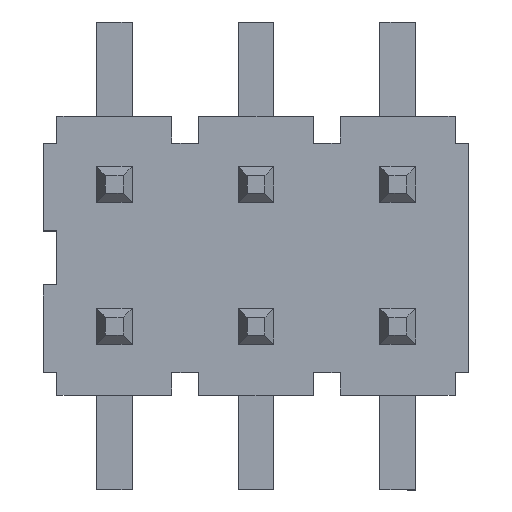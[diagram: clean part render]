
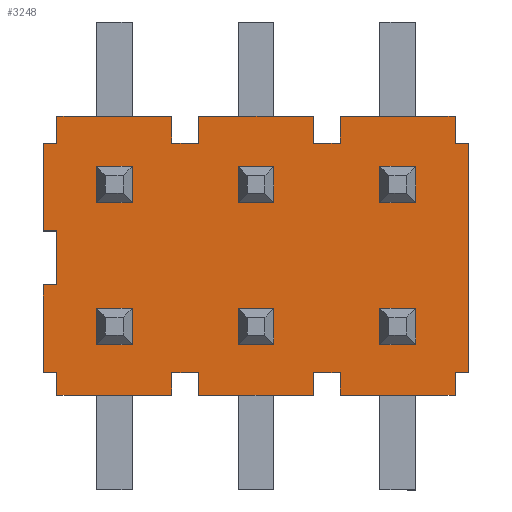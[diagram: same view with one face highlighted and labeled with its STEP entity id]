
A CAD part, top view. The second image highlights one B-rep face of the part: STEP entity #3248.
In plain terms, the highlighted planar face has unit normal (0, 0, 1).
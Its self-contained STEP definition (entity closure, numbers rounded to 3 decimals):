
#2232=CARTESIAN_POINT('',(3.,1.587,2.769));
#2233=VERTEX_POINT('',#2232);
#2240=CARTESIAN_POINT('',(3.,-1.65,2.769));
#2241=VERTEX_POINT('',#2240);
#2242=CARTESIAN_POINT('',(3.,1.587,2.769));
#2243=DIRECTION('',(0.0,-1.0,0.0));
#2244=VECTOR('',#2243,3.238);
#2245=LINE('',#2242,#2244);
#2246=EDGE_CURVE('',#2233,#2241,#2245,.T.);
#2270=CARTESIAN_POINT('',(2.809,1.587,2.769));
#2271=VERTEX_POINT('',#2270);
#2278=CARTESIAN_POINT('',(2.809,1.587,2.769));
#2279=DIRECTION('',(1.0,0.0,0.0));
#2280=VECTOR('',#2279,0.191);
#2281=LINE('',#2278,#2280);
#2282=EDGE_CURVE('',#2271,#2233,#2281,.T.);
#2301=CARTESIAN_POINT('',(2.809,1.969,2.769));
#2302=VERTEX_POINT('',#2301);
#2309=CARTESIAN_POINT('',(2.809,1.969,2.769));
#2310=DIRECTION('',(0.0,-1.0,0.0));
#2311=VECTOR('',#2310,0.381);
#2312=LINE('',#2309,#2311);
#2313=EDGE_CURVE('',#2302,#2271,#2312,.T.);
#2332=CARTESIAN_POINT('',(1.19,1.969,2.769));
#2333=VERTEX_POINT('',#2332);
#2340=CARTESIAN_POINT('',(1.19,1.969,2.769));
#2341=DIRECTION('',(1.0,0.0,0.0));
#2342=VECTOR('',#2341,1.619);
#2343=LINE('',#2340,#2342);
#2344=EDGE_CURVE('',#2333,#2302,#2343,.T.);
#2363=CARTESIAN_POINT('',(1.19,1.587,2.769));
#2364=VERTEX_POINT('',#2363);
#2371=CARTESIAN_POINT('',(1.19,1.587,2.769));
#2372=DIRECTION('',(0.0,1.0,0.0));
#2373=VECTOR('',#2372,0.381);
#2374=LINE('',#2371,#2373);
#2375=EDGE_CURVE('',#2364,#2333,#2374,.T.);
#2394=CARTESIAN_POINT('',(0.809,1.587,2.769));
#2395=VERTEX_POINT('',#2394);
#2402=CARTESIAN_POINT('',(0.809,1.587,2.769));
#2403=DIRECTION('',(1.0,0.0,0.0));
#2404=VECTOR('',#2403,0.381);
#2405=LINE('',#2402,#2404);
#2406=EDGE_CURVE('',#2395,#2364,#2405,.T.);
#2425=CARTESIAN_POINT('',(0.809,1.969,2.769));
#2426=VERTEX_POINT('',#2425);
#2433=CARTESIAN_POINT('',(0.809,1.969,2.769));
#2434=DIRECTION('',(0.0,-1.0,0.0));
#2435=VECTOR('',#2434,0.381);
#2436=LINE('',#2433,#2435);
#2437=EDGE_CURVE('',#2426,#2395,#2436,.T.);
#2456=CARTESIAN_POINT('',(-0.809,1.969,2.769));
#2457=VERTEX_POINT('',#2456);
#2464=CARTESIAN_POINT('',(-0.809,1.969,2.769));
#2465=DIRECTION('',(1.0,0.0,0.0));
#2466=VECTOR('',#2465,1.619);
#2467=LINE('',#2464,#2466);
#2468=EDGE_CURVE('',#2457,#2426,#2467,.T.);
#2487=CARTESIAN_POINT('',(-0.809,1.587,2.769));
#2488=VERTEX_POINT('',#2487);
#2495=CARTESIAN_POINT('',(-0.809,1.587,2.769));
#2496=DIRECTION('',(0.0,1.0,0.0));
#2497=VECTOR('',#2496,0.381);
#2498=LINE('',#2495,#2497);
#2499=EDGE_CURVE('',#2488,#2457,#2498,.T.);
#2518=CARTESIAN_POINT('',(-1.19,1.587,2.769));
#2519=VERTEX_POINT('',#2518);
#2526=CARTESIAN_POINT('',(-1.19,1.587,2.769));
#2527=DIRECTION('',(1.0,0.0,0.0));
#2528=VECTOR('',#2527,0.381);
#2529=LINE('',#2526,#2528);
#2530=EDGE_CURVE('',#2519,#2488,#2529,.T.);
#2549=CARTESIAN_POINT('',(-1.19,1.969,2.769));
#2550=VERTEX_POINT('',#2549);
#2557=CARTESIAN_POINT('',(-1.19,1.969,2.769));
#2558=DIRECTION('',(0.0,-1.0,0.0));
#2559=VECTOR('',#2558,0.381);
#2560=LINE('',#2557,#2559);
#2561=EDGE_CURVE('',#2550,#2519,#2560,.T.);
#2580=CARTESIAN_POINT('',(-2.809,1.969,2.769));
#2581=VERTEX_POINT('',#2580);
#2588=CARTESIAN_POINT('',(-2.809,1.969,2.769));
#2589=DIRECTION('',(1.0,0.0,0.0));
#2590=VECTOR('',#2589,1.619);
#2591=LINE('',#2588,#2590);
#2592=EDGE_CURVE('',#2581,#2550,#2591,.T.);
#2611=CARTESIAN_POINT('',(-2.809,1.587,2.769));
#2612=VERTEX_POINT('',#2611);
#2619=CARTESIAN_POINT('',(-2.809,1.587,2.769));
#2620=DIRECTION('',(0.0,1.0,0.0));
#2621=VECTOR('',#2620,0.381);
#2622=LINE('',#2619,#2621);
#2623=EDGE_CURVE('',#2612,#2581,#2622,.T.);
#2642=CARTESIAN_POINT('',(-3.,1.587,2.769));
#2643=VERTEX_POINT('',#2642);
#2650=CARTESIAN_POINT('',(-3.,1.587,2.769));
#2651=DIRECTION('',(1.0,0.0,0.0));
#2652=VECTOR('',#2651,0.191);
#2653=LINE('',#2650,#2652);
#2654=EDGE_CURVE('',#2643,#2612,#2653,.T.);
#2673=CARTESIAN_POINT('',(-3.,0.35,2.769));
#2674=VERTEX_POINT('',#2673);
#2681=CARTESIAN_POINT('',(-3.,0.35,2.769));
#2682=DIRECTION('',(0.0,1.0,0.0));
#2683=VECTOR('',#2682,1.238);
#2684=LINE('',#2681,#2683);
#2685=EDGE_CURVE('',#2674,#2643,#2684,.T.);
#2704=CARTESIAN_POINT('',(-2.809,0.35,2.769));
#2705=VERTEX_POINT('',#2704);
#2712=CARTESIAN_POINT('',(-2.809,0.35,2.769));
#2713=DIRECTION('',(-1.0,0.0,0.0));
#2714=VECTOR('',#2713,0.191);
#2715=LINE('',#2712,#2714);
#2716=EDGE_CURVE('',#2705,#2674,#2715,.T.);
#2735=CARTESIAN_POINT('',(-2.809,-0.412,2.769));
#2736=VERTEX_POINT('',#2735);
#2743=CARTESIAN_POINT('',(-2.809,-0.412,2.769));
#2744=DIRECTION('',(0.0,1.0,0.0));
#2745=VECTOR('',#2744,0.762);
#2746=LINE('',#2743,#2745);
#2747=EDGE_CURVE('',#2736,#2705,#2746,.T.);
#2766=CARTESIAN_POINT('',(-3.,-0.412,2.769));
#2767=VERTEX_POINT('',#2766);
#2774=CARTESIAN_POINT('',(-3.,-0.412,2.769));
#2775=DIRECTION('',(1.0,0.0,0.0));
#2776=VECTOR('',#2775,0.191);
#2777=LINE('',#2774,#2776);
#2778=EDGE_CURVE('',#2767,#2736,#2777,.T.);
#2797=CARTESIAN_POINT('',(-3.,-1.65,2.769));
#2798=VERTEX_POINT('',#2797);
#2805=CARTESIAN_POINT('',(-3.,-1.65,2.769));
#2806=DIRECTION('',(0.0,1.0,0.0));
#2807=VECTOR('',#2806,1.238);
#2808=LINE('',#2805,#2807);
#2809=EDGE_CURVE('',#2798,#2767,#2808,.T.);
#2828=CARTESIAN_POINT('',(-2.809,-1.65,2.769));
#2829=VERTEX_POINT('',#2828);
#2836=CARTESIAN_POINT('',(-2.809,-1.65,2.769));
#2837=DIRECTION('',(-1.0,0.0,0.0));
#2838=VECTOR('',#2837,0.191);
#2839=LINE('',#2836,#2838);
#2840=EDGE_CURVE('',#2829,#2798,#2839,.T.);
#2859=CARTESIAN_POINT('',(-2.809,-1.969,2.769));
#2860=VERTEX_POINT('',#2859);
#2867=CARTESIAN_POINT('',(-2.809,-1.969,2.769));
#2868=DIRECTION('',(0.0,1.0,0.0));
#2869=VECTOR('',#2868,0.318);
#2870=LINE('',#2867,#2869);
#2871=EDGE_CURVE('',#2860,#2829,#2870,.T.);
#2890=CARTESIAN_POINT('',(-1.19,-1.969,2.769));
#2891=VERTEX_POINT('',#2890);
#2898=CARTESIAN_POINT('',(-1.19,-1.969,2.769));
#2899=DIRECTION('',(-1.0,0.0,0.0));
#2900=VECTOR('',#2899,1.619);
#2901=LINE('',#2898,#2900);
#2902=EDGE_CURVE('',#2891,#2860,#2901,.T.);
#2921=CARTESIAN_POINT('',(-1.19,-1.65,2.769));
#2922=VERTEX_POINT('',#2921);
#2929=CARTESIAN_POINT('',(-1.19,-1.65,2.769));
#2930=DIRECTION('',(0.0,-1.0,0.0));
#2931=VECTOR('',#2930,0.318);
#2932=LINE('',#2929,#2931);
#2933=EDGE_CURVE('',#2922,#2891,#2932,.T.);
#2952=CARTESIAN_POINT('',(-0.809,-1.65,2.769));
#2953=VERTEX_POINT('',#2952);
#2960=CARTESIAN_POINT('',(-0.809,-1.65,2.769));
#2961=DIRECTION('',(-1.0,0.0,0.0));
#2962=VECTOR('',#2961,0.381);
#2963=LINE('',#2960,#2962);
#2964=EDGE_CURVE('',#2953,#2922,#2963,.T.);
#2983=CARTESIAN_POINT('',(-0.809,-1.969,2.769));
#2984=VERTEX_POINT('',#2983);
#2991=CARTESIAN_POINT('',(-0.809,-1.969,2.769));
#2992=DIRECTION('',(0.0,1.0,0.0));
#2993=VECTOR('',#2992,0.318);
#2994=LINE('',#2991,#2993);
#2995=EDGE_CURVE('',#2984,#2953,#2994,.T.);
#3014=CARTESIAN_POINT('',(0.809,-1.969,2.769));
#3015=VERTEX_POINT('',#3014);
#3022=CARTESIAN_POINT('',(0.809,-1.969,2.769));
#3023=DIRECTION('',(-1.0,0.0,0.0));
#3024=VECTOR('',#3023,1.619);
#3025=LINE('',#3022,#3024);
#3026=EDGE_CURVE('',#3015,#2984,#3025,.T.);
#3045=CARTESIAN_POINT('',(0.809,-1.65,2.769));
#3046=VERTEX_POINT('',#3045);
#3053=CARTESIAN_POINT('',(0.809,-1.65,2.769));
#3054=DIRECTION('',(0.0,-1.0,0.0));
#3055=VECTOR('',#3054,0.318);
#3056=LINE('',#3053,#3055);
#3057=EDGE_CURVE('',#3046,#3015,#3056,.T.);
#3076=CARTESIAN_POINT('',(1.19,-1.65,2.769));
#3077=VERTEX_POINT('',#3076);
#3084=CARTESIAN_POINT('',(1.19,-1.65,2.769));
#3085=DIRECTION('',(-1.0,0.0,0.0));
#3086=VECTOR('',#3085,0.381);
#3087=LINE('',#3084,#3086);
#3088=EDGE_CURVE('',#3077,#3046,#3087,.T.);
#3107=CARTESIAN_POINT('',(1.19,-1.969,2.769));
#3108=VERTEX_POINT('',#3107);
#3115=CARTESIAN_POINT('',(1.19,-1.969,2.769));
#3116=DIRECTION('',(0.0,1.0,0.0));
#3117=VECTOR('',#3116,0.318);
#3118=LINE('',#3115,#3117);
#3119=EDGE_CURVE('',#3108,#3077,#3118,.T.);
#3138=CARTESIAN_POINT('',(2.809,-1.969,2.769));
#3139=VERTEX_POINT('',#3138);
#3146=CARTESIAN_POINT('',(2.809,-1.969,2.769));
#3147=DIRECTION('',(-1.0,0.0,0.0));
#3148=VECTOR('',#3147,1.619);
#3149=LINE('',#3146,#3148);
#3150=EDGE_CURVE('',#3139,#3108,#3149,.T.);
#3169=CARTESIAN_POINT('',(2.809,-1.65,2.769));
#3170=VERTEX_POINT('',#3169);
#3177=CARTESIAN_POINT('',(2.809,-1.65,2.769));
#3178=DIRECTION('',(0.0,-1.0,0.0));
#3179=VECTOR('',#3178,0.318);
#3180=LINE('',#3177,#3179);
#3181=EDGE_CURVE('',#3170,#3139,#3180,.T.);
#3199=CARTESIAN_POINT('',(3.,-1.65,2.769));
#3200=DIRECTION('',(-1.0,0.0,0.0));
#3201=VECTOR('',#3200,0.191);
#3202=LINE('',#3199,#3201);
#3203=EDGE_CURVE('',#2241,#3170,#3202,.T.);
#3209=CARTESIAN_POINT('',(-0.042,0.014,2.769));
#3210=DIRECTION('',(0.0,0.0,1.0));
#3211=DIRECTION('',(-1.0,0.0,0.0));
#3212=AXIS2_PLACEMENT_3D('',#3209,#3210,#3211);
#3213=PLANE('',#3212);
#3214=ORIENTED_EDGE('',*,*,#3203,.F.);
#3215=ORIENTED_EDGE('',*,*,#2246,.F.);
#3216=ORIENTED_EDGE('',*,*,#2282,.F.);
#3217=ORIENTED_EDGE('',*,*,#2313,.F.);
#3218=ORIENTED_EDGE('',*,*,#2344,.F.);
#3219=ORIENTED_EDGE('',*,*,#2375,.F.);
#3220=ORIENTED_EDGE('',*,*,#2406,.F.);
#3221=ORIENTED_EDGE('',*,*,#2437,.F.);
#3222=ORIENTED_EDGE('',*,*,#2468,.F.);
#3223=ORIENTED_EDGE('',*,*,#2499,.F.);
#3224=ORIENTED_EDGE('',*,*,#2530,.F.);
#3225=ORIENTED_EDGE('',*,*,#2561,.F.);
#3226=ORIENTED_EDGE('',*,*,#2592,.F.);
#3227=ORIENTED_EDGE('',*,*,#2623,.F.);
#3228=ORIENTED_EDGE('',*,*,#2654,.F.);
#3229=ORIENTED_EDGE('',*,*,#2685,.F.);
#3230=ORIENTED_EDGE('',*,*,#2716,.F.);
#3231=ORIENTED_EDGE('',*,*,#2747,.F.);
#3232=ORIENTED_EDGE('',*,*,#2778,.F.);
#3233=ORIENTED_EDGE('',*,*,#2809,.F.);
#3234=ORIENTED_EDGE('',*,*,#2840,.F.);
#3235=ORIENTED_EDGE('',*,*,#2871,.F.);
#3236=ORIENTED_EDGE('',*,*,#2902,.F.);
#3237=ORIENTED_EDGE('',*,*,#2933,.F.);
#3238=ORIENTED_EDGE('',*,*,#2964,.F.);
#3239=ORIENTED_EDGE('',*,*,#2995,.F.);
#3240=ORIENTED_EDGE('',*,*,#3026,.F.);
#3241=ORIENTED_EDGE('',*,*,#3057,.F.);
#3242=ORIENTED_EDGE('',*,*,#3088,.F.);
#3243=ORIENTED_EDGE('',*,*,#3119,.F.);
#3244=ORIENTED_EDGE('',*,*,#3150,.F.);
#3245=ORIENTED_EDGE('',*,*,#3181,.F.);
#3246=EDGE_LOOP('',(#3214,#3215,#3216,#3217,#3218,#3219,#3220,#3221,#3222,#3223,#3224,#3225,#3226,#3227,#3228,#3229,#3230,#3231,#3232,#3233,#3234,#3235,#3236,#3237,#3238,#3239,#3240,#3241,#3242,#3243,#3244,#3245));
#3247=FACE_OUTER_BOUND('',#3246,.T.);
#3248=ADVANCED_FACE('',(#3247),#3213,.T.);
